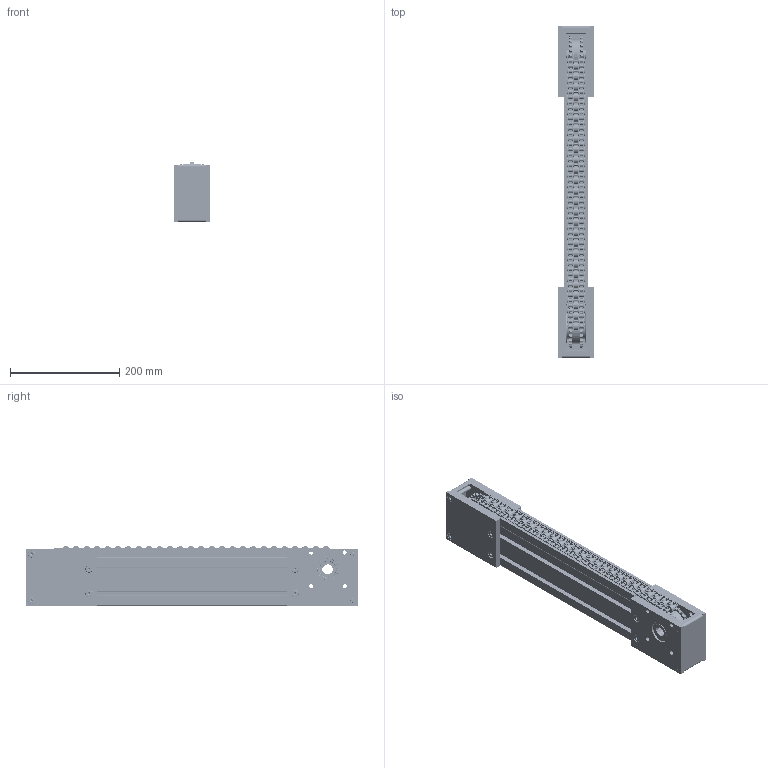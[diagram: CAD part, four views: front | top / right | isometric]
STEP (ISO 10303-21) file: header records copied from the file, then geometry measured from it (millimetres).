
FILE_DESCRIPTION(/* description */ (''),/* implementation_level */ '2;1');
FILE_NAME(/* name */ '930001.stp',/* time_stamp */ '2014-03-20T08:57:06+01:00',/* author */ ('jank'),/* organization */ ('Alutec K&K'),/* preprocessor_version */ 'ST-DEVELOPER v15.2',/* originating_system */ 'Autodesk Inventor 2014',/* authorisation */ '');
FILE_SCHEMA (('AUTOMOTIVE_DESIGN { 1 0 10303 214 3 1 1 }'));
Products named in the file (1): 930001
Bounding box: 66 x 607 x 109.67 mm (x, y, z)
Volume: 1895616.1 mm3; surface area: 998501 mm2
Topology: 818 solids, 818 shells, 6898 faces, 14935 edges, 9863 vertices
Faces by surface type: plane 3427, cylinder 2881, cone 440, torus 112, sphere 34, bspline 4
Full cylindrical faces by diameter (mm): 3 x104, 3.1 x1092, 3.5 x208, 6.35 x208, 6.647 x8, 6.8 x2, 7.5 x12, 8 x14, 8.4 x14, 13 x14, 13.5 x14, 14 x52, 17 x4, 22.76 x4, 26 x1, 29.24 x4, 30 x4, 35 x3, 38 x4, 40 x4, 47 x4, 55 x4, 58 x2
Entity records: 187926 total; most frequent: DIRECTION 33810, CARTESIAN_POINT 30977, ORIENTED_EDGE 25416, AXIS2_PLACEMENT_3D 14483, EDGE_CURVE 12708, EDGE_LOOP 11548, VERTEX_POINT 9742, CIRCLE 7588
